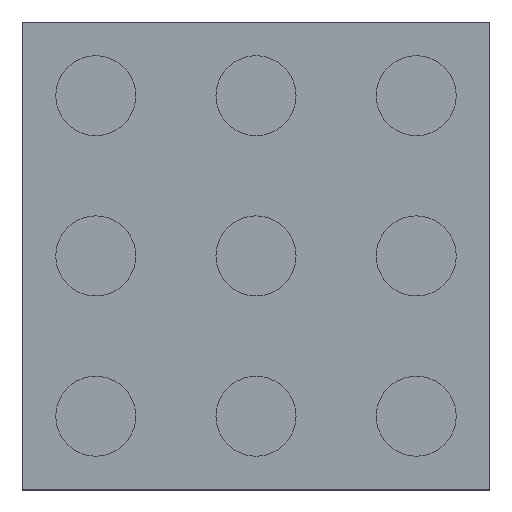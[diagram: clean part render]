
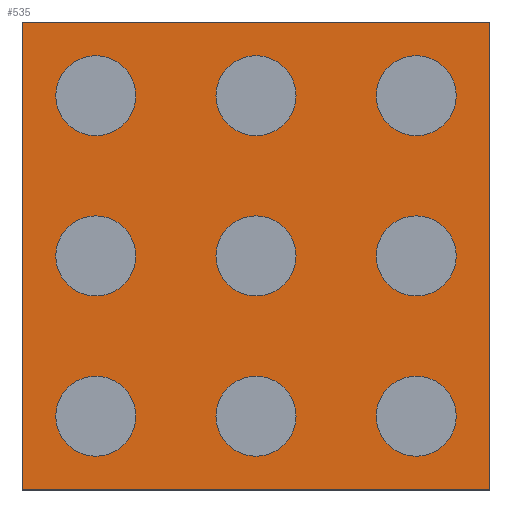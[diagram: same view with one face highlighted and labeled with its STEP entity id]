
A CAD part, top view. The second image highlights one B-rep face of the part: STEP entity #535.
In plain terms, the highlighted planar face has unit normal (0, 0, 1).
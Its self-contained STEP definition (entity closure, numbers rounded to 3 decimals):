
#18=LINE('',#1036,#30);
#22=LINE('',#1045,#34);
#25=LINE('',#1051,#37);
#28=LINE('',#1057,#40);
#30=VECTOR('',#892,1000.);
#34=VECTOR('',#898,1000.);
#37=VECTOR('',#903,1000.);
#40=VECTOR('',#908,1000.);
#86=PLANE('',#722);
#170=ORIENTED_EDGE('',*,*,#202,.T.);
#171=ORIENTED_EDGE('',*,*,#204,.T.);
#172=ORIENTED_EDGE('',*,*,#206,.T.);
#173=ORIENTED_EDGE('',*,*,#208,.T.);
#174=ORIENTED_EDGE('',*,*,#210,.T.);
#175=ORIENTED_EDGE('',*,*,#212,.T.);
#176=ORIENTED_EDGE('',*,*,#214,.T.);
#177=ORIENTED_EDGE('',*,*,#216,.T.);
#178=ORIENTED_EDGE('',*,*,#218,.T.);
#179=ORIENTED_EDGE('',*,*,#219,.F.);
#180=ORIENTED_EDGE('',*,*,#229,.F.);
#181=ORIENTED_EDGE('',*,*,#226,.F.);
#182=ORIENTED_EDGE('',*,*,#223,.F.);
#202=EDGE_CURVE('',#250,#250,#294,.T.);
#204=EDGE_CURVE('',#252,#252,#296,.T.);
#206=EDGE_CURVE('',#254,#254,#298,.T.);
#208=EDGE_CURVE('',#256,#256,#300,.T.);
#210=EDGE_CURVE('',#258,#258,#302,.T.);
#212=EDGE_CURVE('',#260,#260,#304,.T.);
#214=EDGE_CURVE('',#262,#262,#306,.T.);
#216=EDGE_CURVE('',#264,#264,#308,.T.);
#218=EDGE_CURVE('',#266,#266,#310,.T.);
#219=EDGE_CURVE('',#267,#268,#18,.T.);
#223=EDGE_CURVE('',#268,#271,#22,.T.);
#226=EDGE_CURVE('',#271,#273,#25,.T.);
#229=EDGE_CURVE('',#273,#267,#28,.T.);
#250=VERTEX_POINT('',#986);
#252=VERTEX_POINT('',#992);
#254=VERTEX_POINT('',#998);
#256=VERTEX_POINT('',#1004);
#258=VERTEX_POINT('',#1010);
#260=VERTEX_POINT('',#1016);
#262=VERTEX_POINT('',#1022);
#264=VERTEX_POINT('',#1028);
#266=VERTEX_POINT('',#1034);
#267=VERTEX_POINT('',#1037);
#268=VERTEX_POINT('',#1038);
#271=VERTEX_POINT('',#1046);
#273=VERTEX_POINT('',#1052);
#294=CIRCLE('',#684,0.125);
#296=CIRCLE('',#688,0.125);
#298=CIRCLE('',#692,0.125);
#300=CIRCLE('',#696,0.125);
#302=CIRCLE('',#700,0.125);
#304=CIRCLE('',#704,0.125);
#306=CIRCLE('',#708,0.125);
#308=CIRCLE('',#712,0.125);
#310=CIRCLE('',#716,0.125);
#379=EDGE_LOOP('',(#170));
#380=EDGE_LOOP('',(#171));
#381=EDGE_LOOP('',(#172));
#382=EDGE_LOOP('',(#173));
#383=EDGE_LOOP('',(#174));
#384=EDGE_LOOP('',(#175));
#385=EDGE_LOOP('',(#176));
#386=EDGE_LOOP('',(#177));
#387=EDGE_LOOP('',(#178));
#388=EDGE_LOOP('',(#179,#180,#181,#182));
#457=FACE_BOUND('',#379,.T.);
#458=FACE_BOUND('',#380,.T.);
#459=FACE_BOUND('',#381,.T.);
#460=FACE_BOUND('',#382,.T.);
#461=FACE_BOUND('',#383,.T.);
#462=FACE_BOUND('',#384,.T.);
#463=FACE_BOUND('',#385,.T.);
#464=FACE_BOUND('',#386,.T.);
#465=FACE_BOUND('',#387,.T.);
#466=FACE_BOUND('',#388,.T.);
#535=ADVANCED_FACE('',(#457,#458,#459,#460,#461,#462,#463,#464,#465,#466),
#86,.F.);
#684=AXIS2_PLACEMENT_3D('',#985,#824,#825);
#688=AXIS2_PLACEMENT_3D('',#991,#832,#833);
#692=AXIS2_PLACEMENT_3D('',#997,#840,#841);
#696=AXIS2_PLACEMENT_3D('',#1003,#848,#849);
#700=AXIS2_PLACEMENT_3D('',#1009,#856,#857);
#704=AXIS2_PLACEMENT_3D('',#1015,#864,#865);
#708=AXIS2_PLACEMENT_3D('',#1021,#872,#873);
#712=AXIS2_PLACEMENT_3D('',#1027,#880,#881);
#716=AXIS2_PLACEMENT_3D('',#1033,#888,#889);
#722=AXIS2_PLACEMENT_3D('',#1060,#912,#913);
#824=DIRECTION('',(0.,0.,-1.));
#825=DIRECTION('',(-1.,0.,0.));
#832=DIRECTION('',(0.,0.,-1.));
#833=DIRECTION('',(-1.,0.,0.));
#840=DIRECTION('',(0.,0.,-1.));
#841=DIRECTION('',(-1.,0.,0.));
#848=DIRECTION('',(0.,0.,-1.));
#849=DIRECTION('',(-1.,0.,0.));
#856=DIRECTION('',(0.,0.,-1.));
#857=DIRECTION('',(-1.,0.,0.));
#864=DIRECTION('',(0.,0.,-1.));
#865=DIRECTION('',(-1.,0.,0.));
#872=DIRECTION('',(0.,0.,-1.));
#873=DIRECTION('',(-1.,0.,0.));
#880=DIRECTION('',(0.,0.,-1.));
#881=DIRECTION('',(-1.,0.,0.));
#888=DIRECTION('',(0.,0.,-1.));
#889=DIRECTION('',(-1.,0.,0.));
#892=DIRECTION('',(0.,-1.,0.));
#898=DIRECTION('',(-1.,0.,0.));
#903=DIRECTION('',(0.,1.,0.));
#908=DIRECTION('',(1.,0.,0.));
#912=DIRECTION('',(0.,0.,-1.));
#913=DIRECTION('',(-1.,0.,0.));
#985=CARTESIAN_POINT('',(0.5,0.5,0.));
#986=CARTESIAN_POINT('',(0.375,0.5,0.));
#991=CARTESIAN_POINT('',(0.,-0.5,0.));
#992=CARTESIAN_POINT('',(-0.125,-0.5,0.));
#997=CARTESIAN_POINT('',(-0.5,-0.5,0.));
#998=CARTESIAN_POINT('',(-0.625,-0.5,0.));
#1003=CARTESIAN_POINT('',(-0.5,0.,0.));
#1004=CARTESIAN_POINT('',(-0.625,0.,0.));
#1009=CARTESIAN_POINT('',(-0.5,0.5,0.));
#1010=CARTESIAN_POINT('',(-0.625,0.5,0.));
#1015=CARTESIAN_POINT('',(0.,0.5,0.));
#1016=CARTESIAN_POINT('',(-0.125,0.5,0.));
#1021=CARTESIAN_POINT('',(0.,0.,0.));
#1022=CARTESIAN_POINT('',(-0.125,0.,0.));
#1027=CARTESIAN_POINT('',(0.5,-0.5,0.));
#1028=CARTESIAN_POINT('',(0.375,-0.5,0.));
#1033=CARTESIAN_POINT('',(0.5,0.,0.));
#1034=CARTESIAN_POINT('',(0.375,0.,0.));
#1036=CARTESIAN_POINT('',(0.73,0.73,0.));
#1037=CARTESIAN_POINT('',(0.73,0.73,0.));
#1038=CARTESIAN_POINT('',(0.73,-0.73,0.));
#1045=CARTESIAN_POINT('',(0.73,-0.73,0.));
#1046=CARTESIAN_POINT('',(-0.73,-0.73,0.));
#1051=CARTESIAN_POINT('',(-0.73,-0.73,0.));
#1052=CARTESIAN_POINT('',(-0.73,0.73,0.));
#1057=CARTESIAN_POINT('',(-0.73,0.73,0.));
#1060=CARTESIAN_POINT('',(0.,0.,0.));
